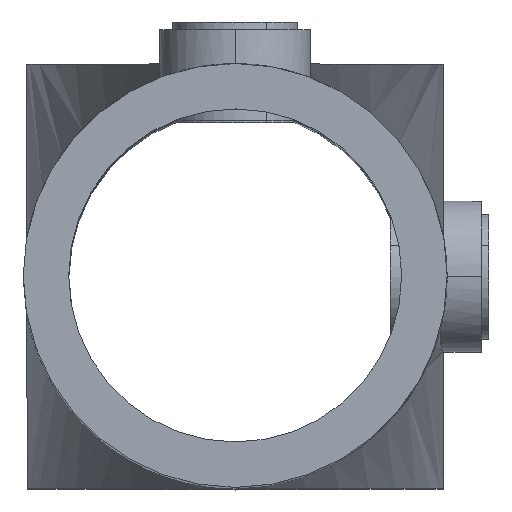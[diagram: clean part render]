
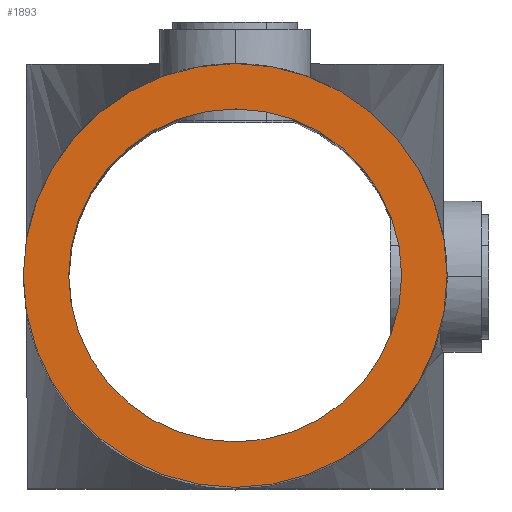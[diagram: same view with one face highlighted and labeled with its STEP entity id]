
A CAD part, top view. The second image highlights one B-rep face of the part: STEP entity #1893.
In plain terms, the highlighted planar face has unit normal (0, 0, 1).
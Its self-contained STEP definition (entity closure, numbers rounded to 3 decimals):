
#490 = CARTESIAN_POINT ( 'NONE',  ( 22., 28., 129.999 ) ) ;
#867 = EDGE_CURVE ( 'NONE', #4582, #3653, #5010, .T. ) ;
#1130 = DIRECTION ( 'NONE',  ( 1., 0., 0. ) ) ;
#1132 = DIRECTION ( 'NONE',  ( 0., 0., 1. ) ) ;
#1135 = CARTESIAN_POINT ( 'NONE',  ( 0., 28., 129.999 ) ) ;
#1204 = DIRECTION ( 'NONE',  ( 1., 0., 0. ) ) ;
#1205 = DIRECTION ( 'NONE',  ( 0., 0., 1. ) ) ;
#1211 = CARTESIAN_POINT ( 'NONE',  ( 0., 28., 129.999 ) ) ;
#1479 = EDGE_LOOP ( 'NONE', ( #3657, #4004 ) ) ;
#1691 = ORIENTED_EDGE ( 'NONE', *, *, #3225, .T. ) ;
#1869 = FACE_OUTER_BOUND ( 'NONE', #2836, .T. ) ;
#1893 = ADVANCED_FACE ( 'NONE', ( #4662, #1869 ), #4238, .T. ) ;
#1897 = CARTESIAN_POINT ( 'NONE',  ( -28., 28., 129.999 ) ) ;
#2667 = CARTESIAN_POINT ( 'NONE',  ( 28., 28., 129.999 ) ) ;
#2836 = EDGE_LOOP ( 'NONE', ( #4648, #1691 ) ) ;
#3015 = AXIS2_PLACEMENT_3D ( 'NONE', #1135, #1132, #1130 ) ;
#3173 = EDGE_CURVE ( 'NONE', #3653, #4582, #4378, .T. ) ;
#3182 = CARTESIAN_POINT ( 'NONE',  ( -22., 28., 129.999 ) ) ;
#3225 = EDGE_CURVE ( 'NONE', #4096, #3874, #4406, .T. ) ;
#3423 = AXIS2_PLACEMENT_3D ( 'NONE', #3994, #3987, #3986 ) ;
#3653 = VERTEX_POINT ( 'NONE', #3182 ) ;
#3657 = ORIENTED_EDGE ( 'NONE', *, *, #867, .F. ) ;
#3874 = VERTEX_POINT ( 'NONE', #2667 ) ;
#3911 = DIRECTION ( 'NONE',  ( 1., 0., 0. ) ) ;
#3968 = DIRECTION ( 'NONE',  ( 1., 0., 0. ) ) ;
#3969 = DIRECTION ( 'NONE',  ( 0., 0., 1. ) ) ;
#3974 = CARTESIAN_POINT ( 'NONE',  ( 0., 28., 129.999 ) ) ;
#3981 = CIRCLE ( 'NONE', #3015, 28. ) ;
#3986 = DIRECTION ( 'NONE',  ( 1., 0., 0. ) ) ;
#3987 = DIRECTION ( 'NONE',  ( 0., 0., 1. ) ) ;
#3994 = CARTESIAN_POINT ( 'NONE',  ( 0., 28., 129.999 ) ) ;
#4004 = ORIENTED_EDGE ( 'NONE', *, *, #3173, .F. ) ;
#4096 = VERTEX_POINT ( 'NONE', #1897 ) ;
#4130 = AXIS2_PLACEMENT_3D ( 'NONE', #1211, #1205, #1204 ) ;
#4223 = DIRECTION ( 'NONE',  ( 0., 0., 1. ) ) ;
#4238 = PLANE ( 'NONE',  #4718 ) ;
#4378 = CIRCLE ( 'NONE', #3423, 22. ) ;
#4406 = CIRCLE ( 'NONE', #4727, 28. ) ;
#4439 = EDGE_CURVE ( 'NONE', #3874, #4096, #3981, .T. ) ;
#4582 = VERTEX_POINT ( 'NONE', #490 ) ;
#4648 = ORIENTED_EDGE ( 'NONE', *, *, #4439, .T. ) ;
#4662 = FACE_BOUND ( 'NONE', #1479, .T. ) ;
#4668 = CARTESIAN_POINT ( 'NONE',  ( 0., 28., 129.999 ) ) ;
#4718 = AXIS2_PLACEMENT_3D ( 'NONE', #4668, #4223, #3911 ) ;
#4727 = AXIS2_PLACEMENT_3D ( 'NONE', #3974, #3969, #3968 ) ;
#5010 = CIRCLE ( 'NONE', #4130, 22. ) ;
